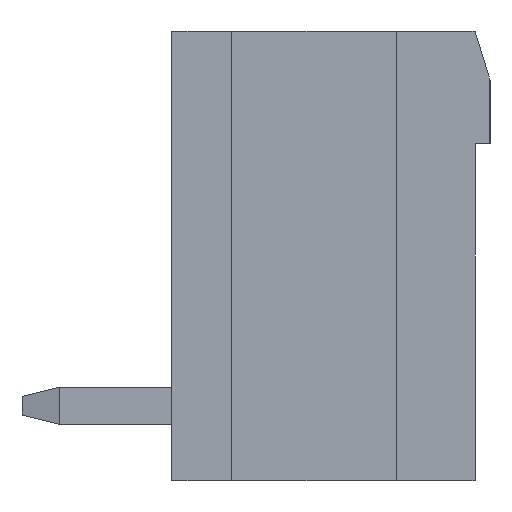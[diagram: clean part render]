
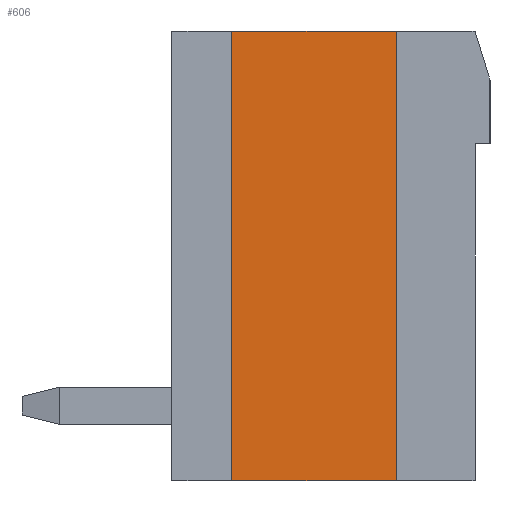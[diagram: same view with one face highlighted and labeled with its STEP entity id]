
A CAD part, left-side view. The second image highlights one B-rep face of the part: STEP entity #606.
In plain terms, the highlighted planar face has unit normal (-1, 0, 0).
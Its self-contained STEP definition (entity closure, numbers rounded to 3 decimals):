
#606 = ADVANCED_FACE( '', ( #1364 ), #1365, .T. );
#1364 = FACE_OUTER_BOUND( '', #2334, .T. );
#1365 = PLANE( '', #2335 );
#2334 = EDGE_LOOP( '', ( #3879, #3880, #3881, #3882 ) );
#2335 = AXIS2_PLACEMENT_3D( '', #3883, #3884, #3885 );
#3879 = ORIENTED_EDGE( '', *, *, #6433, .T. );
#3880 = ORIENTED_EDGE( '', *, *, #6213, .F. );
#3881 = ORIENTED_EDGE( '', *, *, #6434, .F. );
#3882 = ORIENTED_EDGE( '', *, *, #6435, .F. );
#3883 = CARTESIAN_POINT( '', ( -27.75, 2.45, -52.189 ) );
#3884 = DIRECTION( '', ( -1., 0., 0. ) );
#3885 = DIRECTION( '', ( 0., 0., 1. ) );
#6213 = EDGE_CURVE( '', #7571, #7573, #7574, .T. );
#6433 = EDGE_CURVE( '', #7932, #7573, #7933, .T. );
#6434 = EDGE_CURVE( '', #7934, #7571, #7935, .T. );
#6435 = EDGE_CURVE( '', #7932, #7934, #7936, .T. );
#7571 = VERTEX_POINT( '', #9483 );
#7573 = VERTEX_POINT( '', #9486 );
#7574 = LINE( '', #9487, #9488 );
#7932 = VERTEX_POINT( '', #10156 );
#7933 = LINE( '', #10157, #10158 );
#7934 = VERTEX_POINT( '', #10159 );
#7935 = LINE( '', #10160, #10161 );
#7936 = LINE( '', #10162, #10163 );
#9483 = CARTESIAN_POINT( '', ( -27.75, 2.45, 6. ) );
#9486 = CARTESIAN_POINT( '', ( -27.75, -1.95, 6. ) );
#9487 = CARTESIAN_POINT( '', ( -27.75, 2.45, 6. ) );
#9488 = VECTOR( '', #11728, 1000. );
#10156 = CARTESIAN_POINT( '', ( -27.75, -1.95, -6. ) );
#10157 = CARTESIAN_POINT( '', ( -27.75, -1.95, -52.189 ) );
#10158 = VECTOR( '', #11937, 1000. );
#10159 = CARTESIAN_POINT( '', ( -27.75, 2.45, -6. ) );
#10160 = CARTESIAN_POINT( '', ( -27.75, 2.45, -52.189 ) );
#10161 = VECTOR( '', #11938, 1000. );
#10162 = CARTESIAN_POINT( '', ( -27.75, 4.05, -6. ) );
#10163 = VECTOR( '', #11939, 1000. );
#11728 = DIRECTION( '', ( 0., -1., 0. ) );
#11937 = DIRECTION( '', ( 0., 0., 1. ) );
#11938 = DIRECTION( '', ( 0., 0., 1. ) );
#11939 = DIRECTION( '', ( 0., 1., 0. ) );
